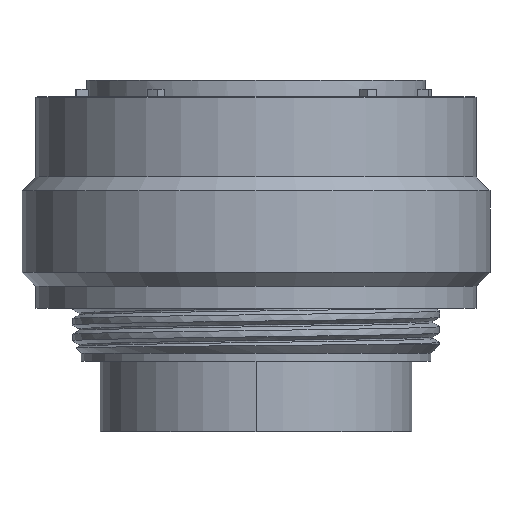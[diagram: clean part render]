
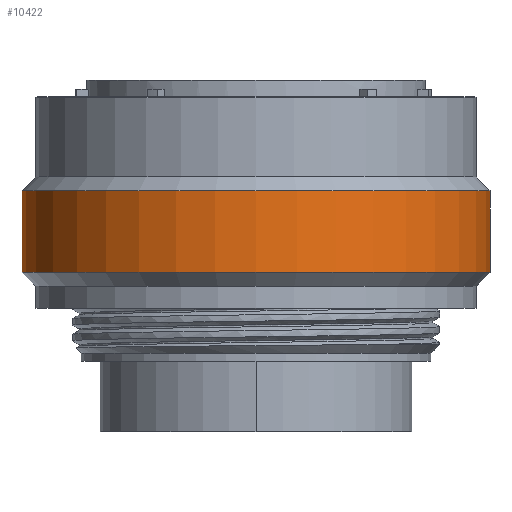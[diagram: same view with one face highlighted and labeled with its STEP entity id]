
A CAD part, front view. The second image highlights one B-rep face of the part: STEP entity #10422.
In plain terms, the highlighted cylindrical face has radius 21 mm (diameter 42 mm), a partial arc.
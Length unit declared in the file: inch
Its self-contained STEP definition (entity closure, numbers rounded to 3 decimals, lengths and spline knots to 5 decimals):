
#2554=DIRECTION('',(0.,0.,-1.));
#2555=VECTOR('',#2554,0.2874);
#2556=CARTESIAN_POINT('',(0.82677,0.,0.06299));
#2557=LINE('',#2556,#2555);
#2558=DIRECTION('',(0.,0.,-1.));
#2559=VECTOR('',#2558,0.2874);
#2560=CARTESIAN_POINT('',(-0.82677,0.,0.06299));
#2561=LINE('',#2560,#2559);
#2562=CARTESIAN_POINT('',(0.,0.,0.06299));
#2563=DIRECTION('',(0.,0.,-1.));
#2564=DIRECTION('',(1.,0.,0.));
#2565=AXIS2_PLACEMENT_3D('',#2562,#2563,#2564);
#2585=CARTESIAN_POINT('',(0.,0.,-0.22441));
#2586=DIRECTION('',(0.,0.,-1.));
#2587=DIRECTION('',(1.,0.,0.));
#2588=AXIS2_PLACEMENT_3D('',#2585,#2586,#2587);
#5526=CARTESIAN_POINT('',(0.82677,0.,0.06299));
#5528=VERTEX_POINT('',#5526);
#5529=CARTESIAN_POINT('',(0.82677,0.,-0.22441));
#5530=VERTEX_POINT('',#5529);
#5532=CARTESIAN_POINT('',(-0.82677,0.,0.06299));
#5534=VERTEX_POINT('',#5532);
#5535=CARTESIAN_POINT('',(-0.82677,0.,-0.22441));
#5536=VERTEX_POINT('',#5535);
#10408=CARTESIAN_POINT('',(0.,0.,-0.39327));
#10409=DIRECTION('',(0.,0.,1.));
#10410=DIRECTION('',(-1.,0.,0.));
#10411=AXIS2_PLACEMENT_3D('',#10408,#10409,#10410);
#10412=CYLINDRICAL_SURFACE('',#10411,0.82677);
#10414=ORIENTED_EDGE('',*,*,#10413,.T.);
#10416=ORIENTED_EDGE('',*,*,#10415,.T.);
#10418=ORIENTED_EDGE('',*,*,#10417,.F.);
#10419=ORIENTED_EDGE('',*,*,#10401,.F.);
#10420=EDGE_LOOP('',(#10414,#10416,#10418,#10419));
#10421=FACE_OUTER_BOUND('',#10420,.F.);
#10422=ADVANCED_FACE('',(#10421),#10412,.T.);
#2566=CIRCLE('',#2565,0.82677);
#2589=CIRCLE('',#2588,0.82677);
#10401=EDGE_CURVE('',#5528,#5534,#2566,.T.);
#10413=EDGE_CURVE('',#5528,#5530,#2557,.T.);
#10415=EDGE_CURVE('',#5530,#5536,#2589,.T.);
#10417=EDGE_CURVE('',#5534,#5536,#2561,.T.);
